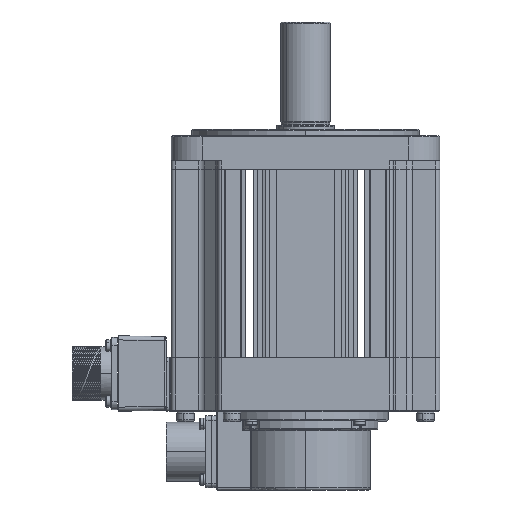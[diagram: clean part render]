
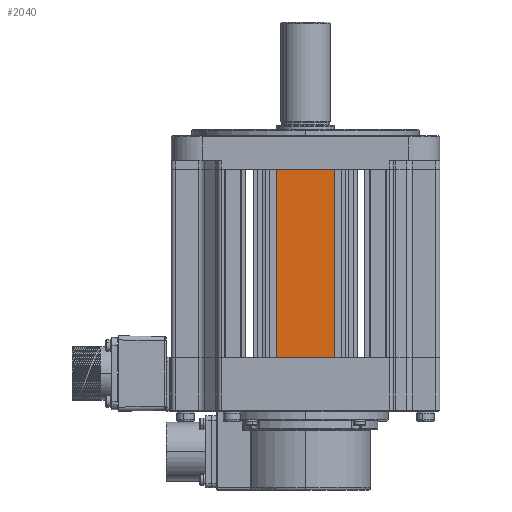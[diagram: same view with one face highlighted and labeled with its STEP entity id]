
A CAD part, left-side view. The second image highlights one B-rep face of the part: STEP entity #2040.
In plain terms, the highlighted planar face has unit normal (-1, 0, 0).
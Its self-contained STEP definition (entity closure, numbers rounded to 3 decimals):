
#1180 = CARTESIAN_POINT ( 'NONE',  ( -65.758, 62.535, 63.8 ) ) ;
#1605 = ORIENTED_EDGE ( 'NONE', *, *, #25090, .F. ) ;
#2040 = ADVANCED_FACE ( 'NONE', ( #18891 ), #8581, .F. ) ;
#7076 = CARTESIAN_POINT ( 'NONE',  ( -65.758, 11.535, 63.8 ) ) ;
#8581 = PLANE ( 'NONE',  #28184 ) ;
#8603 = VERTEX_POINT ( 'NONE', #36438 ) ;
#9880 = CARTESIAN_POINT ( 'NONE',  ( -65.758, -16.465, 154.8 ) ) ;
#11548 = DIRECTION ( 'NONE',  ( 1., 0., 0. ) ) ;
#11905 = VECTOR ( 'NONE', #17296, 1000. ) ;
#13740 = LINE ( 'NONE', #1180, #28703 ) ;
#14628 = VERTEX_POINT ( 'NONE', #9880 ) ;
#16181 = EDGE_CURVE ( 'NONE', #37827, #27519, #34227, .T. ) ;
#16682 = CARTESIAN_POINT ( 'NONE',  ( -65.758, 11.535, 154.8 ) ) ;
#17296 = DIRECTION ( 'NONE',  ( 0., 0., -1. ) ) ;
#17581 = ORIENTED_EDGE ( 'NONE', *, *, #16181, .F. ) ;
#18031 = CARTESIAN_POINT ( 'NONE',  ( -65.758, 11.535, 124.8 ) ) ;
#18891 = FACE_OUTER_BOUND ( 'NONE', #37388, .T. ) ;
#19890 = LINE ( 'NONE', #38156, #11905 ) ;
#21033 = DIRECTION ( 'NONE',  ( 0., 0., 1. ) ) ;
#21164 = EDGE_CURVE ( 'NONE', #27519, #14628, #33422, .T. ) ;
#21176 = ORIENTED_EDGE ( 'NONE', *, *, #36510, .T. ) ;
#21803 = DIRECTION ( 'NONE',  ( 0., 0., -1. ) ) ;
#24507 = ORIENTED_EDGE ( 'NONE', *, *, #21164, .F. ) ;
#24939 = DIRECTION ( 'NONE',  ( 0., -1., 0. ) ) ;
#25090 = EDGE_CURVE ( 'NONE', #14628, #8603, #19890, .T. ) ;
#25141 = CARTESIAN_POINT ( 'NONE',  ( -65.758, 62.535, 124.8 ) ) ;
#25367 = VECTOR ( 'NONE', #21033, 1000. ) ;
#27519 = VERTEX_POINT ( 'NONE', #38135 ) ;
#28184 = AXIS2_PLACEMENT_3D ( 'NONE', #25141, #11548, #21803 ) ;
#28703 = VECTOR ( 'NONE', #24939, 1000. ) ;
#32488 = VECTOR ( 'NONE', #34674, 1000. ) ;
#33422 = LINE ( 'NONE', #16682, #32488 ) ;
#34227 = LINE ( 'NONE', #18031, #25367 ) ;
#34674 = DIRECTION ( 'NONE',  ( 0., -1., 0. ) ) ;
#36438 = CARTESIAN_POINT ( 'NONE',  ( -65.758, -16.465, 63.8 ) ) ;
#36510 = EDGE_CURVE ( 'NONE', #37827, #8603, #13740, .T. ) ;
#37388 = EDGE_LOOP ( 'NONE', ( #21176, #1605, #24507, #17581 ) ) ;
#37827 = VERTEX_POINT ( 'NONE', #7076 ) ;
#38135 = CARTESIAN_POINT ( 'NONE',  ( -65.758, 11.535, 154.8 ) ) ;
#38156 = CARTESIAN_POINT ( 'NONE',  ( -65.758, -16.465, 124.8 ) ) ;
